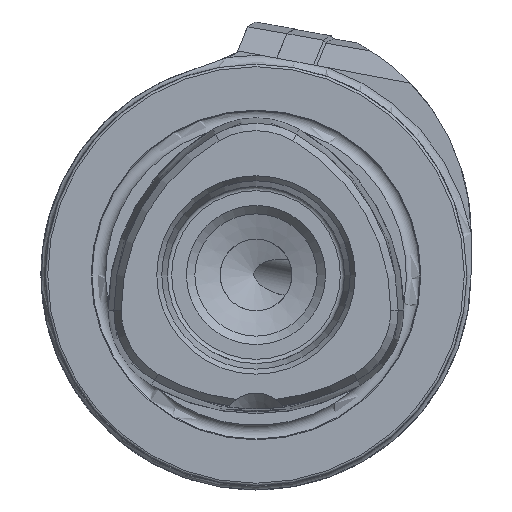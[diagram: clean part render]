
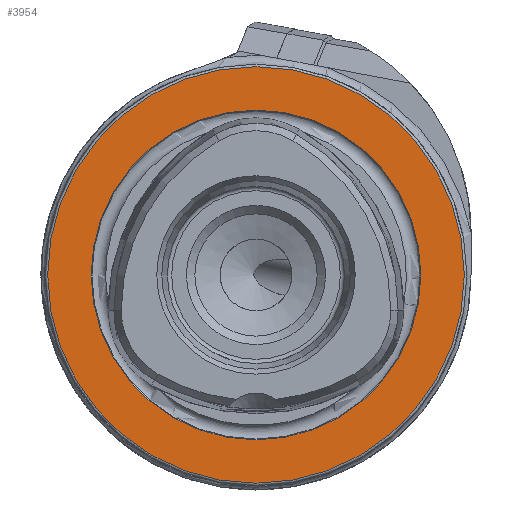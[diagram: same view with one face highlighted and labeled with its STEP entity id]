
A CAD part, left-side view. The second image highlights one B-rep face of the part: STEP entity #3954.
In plain terms, the highlighted planar face has unit normal (-1, 0, 0).
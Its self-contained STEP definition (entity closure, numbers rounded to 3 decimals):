
#38 = EDGE_LOOP ( 'NONE', ( #8480 ) ) ;
#65 = FACE_BOUND ( 'NONE', #38, .T. ) ;
#122 = DIRECTION ( 'NONE',  ( 0., 0., 1. ) ) ;
#318 = CARTESIAN_POINT ( 'NONE',  ( 0., 0., 19.55 ) ) ;
#1100 = CARTESIAN_POINT ( 'NONE',  ( 0., 19.55, 0. ) ) ;
#1980 = EDGE_LOOP ( 'NONE', ( #3321 ) ) ;
#2457 = CIRCLE ( 'NONE', #6068, 19.55 ) ;
#3006 = PLANE ( 'NONE',  #7068 ) ;
#3321 = ORIENTED_EDGE ( 'NONE', *, *, #9079, .T. ) ;
#3807 = DIRECTION ( 'NONE',  ( -1., 0., 0. ) ) ;
#3857 = AXIS2_PLACEMENT_3D ( 'NONE', #5631, #3807, #122 ) ;
#3954 = ADVANCED_FACE ( 'NONE', ( #65, #11101 ), #3006, .F. ) ;
#4129 = DIRECTION ( 'NONE',  ( -1., 0., 0. ) ) ;
#4906 = CIRCLE ( 'NONE', #3857, 24.7 ) ;
#5061 = CARTESIAN_POINT ( 'NONE',  ( 0., 0., 0. ) ) ;
#5631 = CARTESIAN_POINT ( 'NONE',  ( 0., 0., 0. ) ) ;
#5807 = DIRECTION ( 'NONE',  ( 1., 0., 0. ) ) ;
#5851 = EDGE_CURVE ( 'NONE', #7521, #7521, #2457, .T. ) ;
#6068 = AXIS2_PLACEMENT_3D ( 'NONE', #5061, #4129, #11571 ) ;
#6750 = DIRECTION ( 'NONE',  ( 0., 0., -1. ) ) ;
#7068 = AXIS2_PLACEMENT_3D ( 'NONE', #1100, #5807, #6750 ) ;
#7521 = VERTEX_POINT ( 'NONE', #318 ) ;
#8480 = ORIENTED_EDGE ( 'NONE', *, *, #5851, .F. ) ;
#9079 = EDGE_CURVE ( 'NONE', #9273, #9273, #4906, .T. ) ;
#9273 = VERTEX_POINT ( 'NONE', #10862 ) ;
#10862 = CARTESIAN_POINT ( 'NONE',  ( 0., 0., 24.7 ) ) ;
#11101 = FACE_OUTER_BOUND ( 'NONE', #1980, .T. ) ;
#11571 = DIRECTION ( 'NONE',  ( 0., 0., 1. ) ) ;
